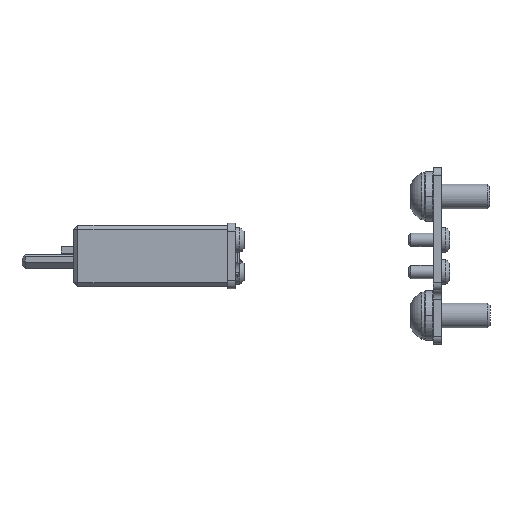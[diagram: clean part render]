
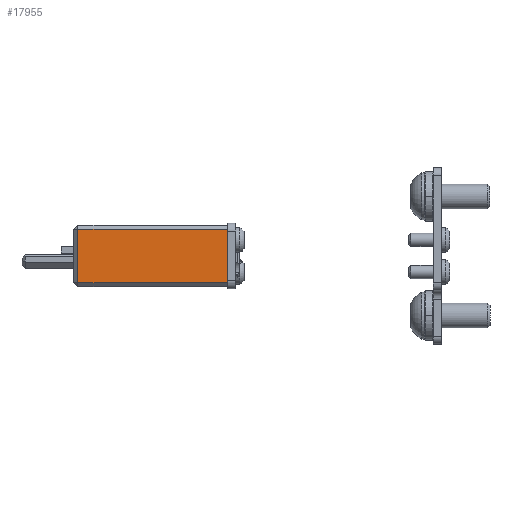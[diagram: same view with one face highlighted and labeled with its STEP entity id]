
A CAD part, left-side view. The second image highlights one B-rep face of the part: STEP entity #17955.
In plain terms, the highlighted planar face has unit normal (-1, 0, 0).
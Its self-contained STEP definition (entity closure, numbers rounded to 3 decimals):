
#1598 = FACE_OUTER_BOUND ( 'NONE', #26736, .T. ) ;
#1809 = CARTESIAN_POINT ( 'NONE',  ( -7.75, 0., -3.75 ) ) ;
#2619 = ORIENTED_EDGE ( 'NONE', *, *, #31405, .T. ) ;
#3393 = ORIENTED_EDGE ( 'NONE', *, *, #37400, .T. ) ;
#3626 = VECTOR ( 'NONE', #10245, 1000. ) ;
#4299 = LINE ( 'NONE', #34116, #36128 ) ;
#4873 = LINE ( 'NONE', #1809, #3626 ) ;
#6136 = VERTEX_POINT ( 'NONE', #35791 ) ;
#6335 = LINE ( 'NONE', #12087, #22585 ) ;
#7436 = ORIENTED_EDGE ( 'NONE', *, *, #14585, .T. ) ;
#7508 = VERTEX_POINT ( 'NONE', #18830 ) ;
#10245 = DIRECTION ( 'NONE',  ( 0., 0., 1. ) ) ;
#10875 = CARTESIAN_POINT ( 'NONE',  ( -7.75, 0., -3.25 ) ) ;
#12087 = CARTESIAN_POINT ( 'NONE',  ( -7.75, 18.7, -3.25 ) ) ;
#13062 = DIRECTION ( 'NONE',  ( 0., 0., -1. ) ) ;
#14585 = EDGE_CURVE ( 'NONE', #24914, #6136, #4873, .T. ) ;
#16129 = CARTESIAN_POINT ( 'NONE',  ( -7.75, 18.2, -3.75 ) ) ;
#16422 = DIRECTION ( 'NONE',  ( 0., 1., 0. ) ) ;
#17955 = ADVANCED_FACE ( 'NONE', ( #1598 ), #33899, .F. ) ;
#18159 = AXIS2_PLACEMENT_3D ( 'NONE', #24671, #18925, #19101 ) ;
#18830 = CARTESIAN_POINT ( 'NONE',  ( -7.75, 18.2, -3.25 ) ) ;
#18925 = DIRECTION ( 'NONE',  ( 1., 0., 0. ) ) ;
#19101 = DIRECTION ( 'NONE',  ( 0., 1., 0. ) ) ;
#20230 = EDGE_CURVE ( 'NONE', #6136, #34793, #4299, .T. ) ;
#21249 = ORIENTED_EDGE ( 'NONE', *, *, #20230, .T. ) ;
#22585 = VECTOR ( 'NONE', #29778, 1000. ) ;
#24671 = CARTESIAN_POINT ( 'NONE',  ( -7.75, 18.7, -3.75 ) ) ;
#24914 = VERTEX_POINT ( 'NONE', #10875 ) ;
#26128 = CARTESIAN_POINT ( 'NONE',  ( -7.75, 18.2, 3.25 ) ) ;
#26736 = EDGE_LOOP ( 'NONE', ( #7436, #21249, #2619, #3393 ) ) ;
#29778 = DIRECTION ( 'NONE',  ( 0., -1., 0. ) ) ;
#30897 = VECTOR ( 'NONE', #13062, 1000. ) ;
#31405 = EDGE_CURVE ( 'NONE', #34793, #7508, #36726, .T. ) ;
#33899 = PLANE ( 'NONE',  #18159 ) ;
#34116 = CARTESIAN_POINT ( 'NONE',  ( -7.75, 18.7, 3.25 ) ) ;
#34793 = VERTEX_POINT ( 'NONE', #26128 ) ;
#35791 = CARTESIAN_POINT ( 'NONE',  ( -7.75, 0., 3.25 ) ) ;
#36128 = VECTOR ( 'NONE', #16422, 1000. ) ;
#36726 = LINE ( 'NONE', #16129, #30897 ) ;
#37400 = EDGE_CURVE ( 'NONE', #7508, #24914, #6335, .T. ) ;
